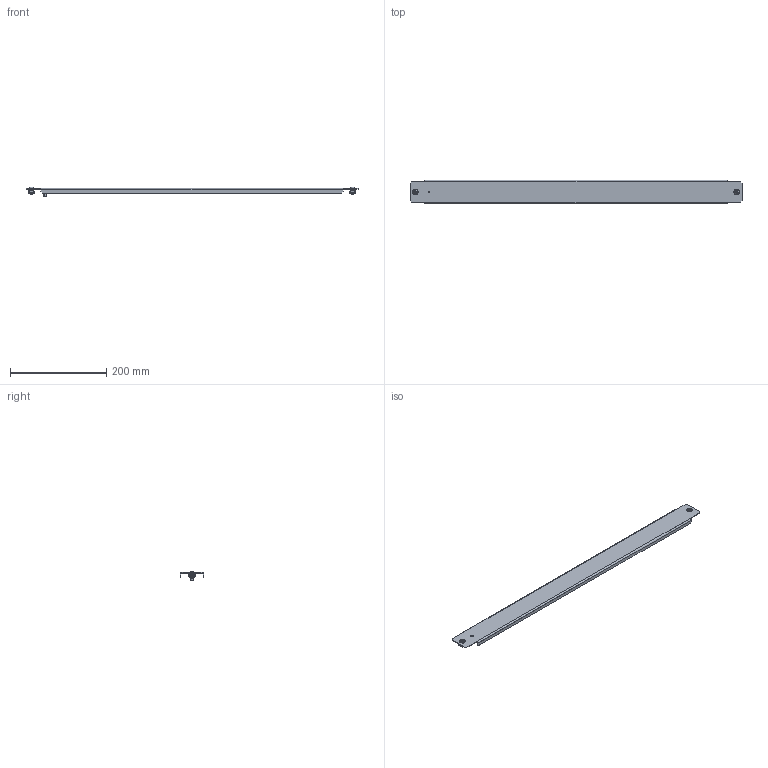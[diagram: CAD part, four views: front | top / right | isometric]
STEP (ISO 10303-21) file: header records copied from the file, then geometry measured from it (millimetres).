
FILE_DESCRIPTION (( 'STEP AP203' ), '1' );
FILE_NAME ('UR14001800502 Ôàëüø-ïàíåëü RS52 05.80 (000.140.026).STEP', '2022-04-18T11:10:28', ( '' ), ( '' ), 'SwSTEP 2.0', 'SolidWorks 2017', '' );
FILE_SCHEMA (( 'CONFIG_CONTROL_DESIGN' ));
Length unit declared in the file: millimetre
Products named in the file (8): Ãàéêà êâàäðàòíàÿ_Œ5; Øïèëüêà çàçåìëåíèÿ CKF CS_Œ6å16; Ãàéêà êëåòåâàÿ_M5-4B; 011-233 Ôàëüø-ïàíåëü ãëóõàÿ ( .80)_050; UR14001800502 Ôàëüø-ïàíåëü RS52 05.80 (000.140.026); 000.140.023 Ôàëüø-ïàíåëü ãëóõàÿ RS52 00.80_50; Âèíò ISO 7380-2 TX_Œ5å12; Êëåòêà ãàéêè_M6-4€
Assembly tree (9 placements, depth 3):
  UR14001800502 Ôàëüø-ïàíåëü RS52 05.80 (000.140.026)
    000.140.023 Ôàëüø-ïàíåëü ãëóõàÿ RS52 00.80_50
      011-233 Ôàëüø-ïàíåëü ãëóõàÿ ( .80)_050
      Øïèëüêà çàçåìëåíèÿ CKF CS_Œ6å16
    Ãàéêà êëåòåâàÿ_M5-4B  x2
      Êëåòêà ãàéêè_M6-4€
      Ãàéêà êâàäðàòíàÿ_Œ5
    Âèíò ISO 7380-2 TX_Œ5å12  x2
Bounding box: 690 x 49 x 20 mm (x, y, z)
Volume: 54244.1 mm3; surface area: 91756.3 mm2
Topology: 8 solids, 8 shells, 343 faces, 834 edges, 510 vertices
Faces by surface type: plane 207, cylinder 98, bspline 20, cone 10, torus 8
Entity records: 7550 total; most frequent: CARTESIAN_POINT 2068, ORIENTED_EDGE 966, DIRECTION 915, EDGE_CURVE 483, AXIS2_PLACEMENT_3D 309, VERTEX_POINT 299, VECTOR 297, LINE 297
